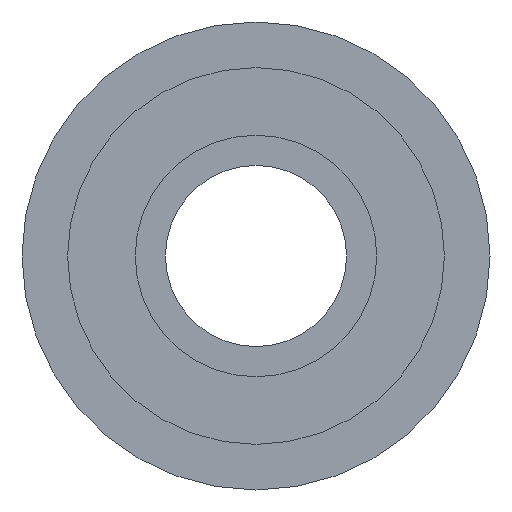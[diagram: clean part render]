
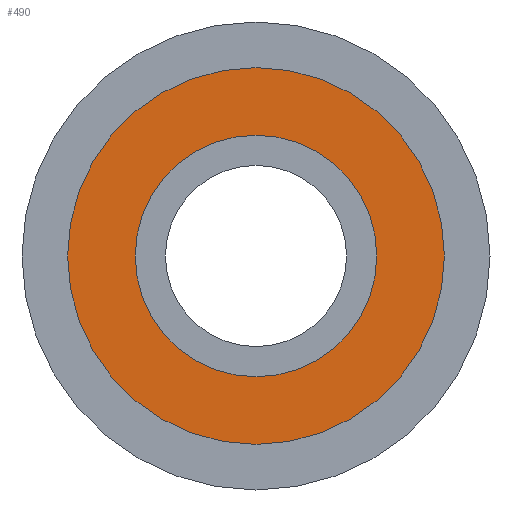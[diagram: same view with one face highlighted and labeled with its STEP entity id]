
A CAD part, left-side view. The second image highlights one B-rep face of the part: STEP entity #490.
In plain terms, the highlighted planar face has unit normal (-1, 0, 0).
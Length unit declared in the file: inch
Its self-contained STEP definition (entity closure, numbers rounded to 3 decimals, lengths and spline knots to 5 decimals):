
#34 = DIRECTION ( 'NONE',  ( 0., 0., -1. ) ) ;
#35 = DIRECTION ( 'NONE',  ( 1., 0., 0. ) ) ;
#44 = CARTESIAN_POINT ( 'NONE',  ( 0.015, 0.39, 0. ) ) ;
#49 = PLANE ( 'NONE',  #187 ) ;
#101 = CARTESIAN_POINT ( 'NONE',  ( 0.015, 0., -0.39 ) ) ;
#113 = CARTESIAN_POINT ( 'NONE',  ( 0.015, 0., 0.39 ) ) ;
#116 = CARTESIAN_POINT ( 'NONE',  ( 0.015, 0., 0.25 ) ) ;
#126 = CARTESIAN_POINT ( 'NONE',  ( 0.015, 0., -0.25 ) ) ;
#156 = DIRECTION ( 'NONE',  ( 0., 0., 1. ) ) ;
#157 = DIRECTION ( 'NONE',  ( -1., 0., 0. ) ) ;
#158 = CARTESIAN_POINT ( 'NONE',  ( 0.015, 0., 0. ) ) ;
#160 = DIRECTION ( 'NONE',  ( 0., 0., 1. ) ) ;
#161 = DIRECTION ( 'NONE',  ( -1., 0., 0. ) ) ;
#162 = CARTESIAN_POINT ( 'NONE',  ( 0.015, 0., 0. ) ) ;
#166 = DIRECTION ( 'NONE',  ( 0., 0., 1. ) ) ;
#167 = DIRECTION ( 'NONE',  ( -1., 0., 0. ) ) ;
#168 = CARTESIAN_POINT ( 'NONE',  ( 0.015, 0., 0. ) ) ;
#177 = DIRECTION ( 'NONE',  ( 0., 0., 1. ) ) ;
#178 = DIRECTION ( 'NONE',  ( -1., 0., 0. ) ) ;
#179 = CARTESIAN_POINT ( 'NONE',  ( 0.015, 0., 0. ) ) ;
#187 = AXIS2_PLACEMENT_3D ( 'NONE', #44, #35, #34 ) ;
#206 = AXIS2_PLACEMENT_3D ( 'NONE', #158, #157, #156 ) ;
#207 = AXIS2_PLACEMENT_3D ( 'NONE', #162, #161, #160 ) ;
#208 = AXIS2_PLACEMENT_3D ( 'NONE', #168, #167, #166 ) ;
#210 = AXIS2_PLACEMENT_3D ( 'NONE', #179, #178, #177 ) ;
#241 = EDGE_CURVE ( 'NONE', #441, #450, #337, .T. ) ;
#246 = EDGE_CURVE ( 'NONE', #437, #438, #335, .T. ) ;
#248 = EDGE_CURVE ( 'NONE', #450, #441, #330, .T. ) ;
#249 = EDGE_CURVE ( 'NONE', #438, #437, #328, .T. ) ;
#282 = FACE_OUTER_BOUND ( 'NONE', #460, .T. ) ;
#289 = FACE_BOUND ( 'NONE', #464, .T. ) ;
#328 = CIRCLE ( 'NONE', #206, 0.25 ) ;
#330 = CIRCLE ( 'NONE', #207, 0.39 ) ;
#335 = CIRCLE ( 'NONE', #208, 0.25 ) ;
#337 = CIRCLE ( 'NONE', #210, 0.39 ) ;
#351 = ORIENTED_EDGE ( 'NONE', *, *, #246, .F. ) ;
#414 = ORIENTED_EDGE ( 'NONE', *, *, #249, .F. ) ;
#415 = ORIENTED_EDGE ( 'NONE', *, *, #241, .T. ) ;
#425 = ORIENTED_EDGE ( 'NONE', *, *, #248, .T. ) ;
#437 = VERTEX_POINT ( 'NONE', #116 ) ;
#438 = VERTEX_POINT ( 'NONE', #126 ) ;
#441 = VERTEX_POINT ( 'NONE', #113 ) ;
#450 = VERTEX_POINT ( 'NONE', #101 ) ;
#460 = EDGE_LOOP ( 'NONE', ( #415, #425 ) ) ;
#464 = EDGE_LOOP ( 'NONE', ( #351, #414 ) ) ;
#490 = ADVANCED_FACE ( 'NONE', ( #289, #282 ), #49, .F. ) ;
